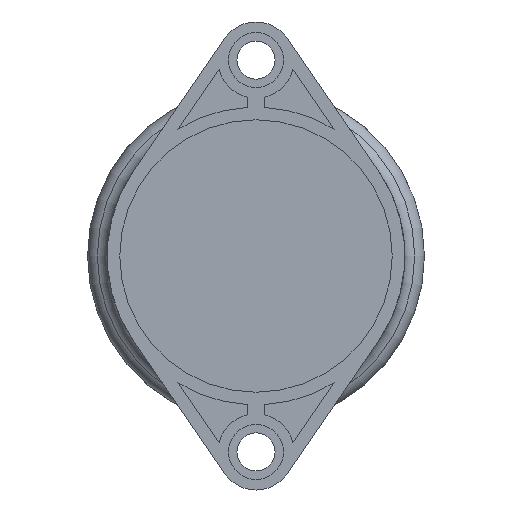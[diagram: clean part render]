
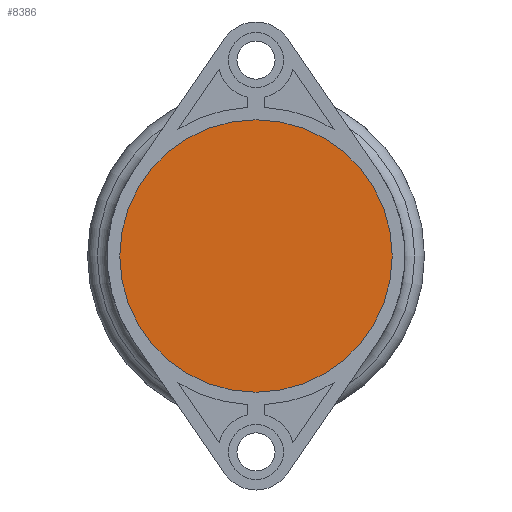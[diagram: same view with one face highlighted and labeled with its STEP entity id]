
A CAD part, front view. The second image highlights one B-rep face of the part: STEP entity #8386.
In plain terms, the highlighted planar face has unit normal (0, -1, 0).
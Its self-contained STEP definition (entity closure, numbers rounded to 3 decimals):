
#6572=CARTESIAN_POINT('',(0.,-40.8,0.));
#6573=DIRECTION('',(0.,-1.,0.));
#6574=DIRECTION('',(0.,0.,1.));
#6575=AXIS2_PLACEMENT_3D('',#6572,#6573,#6574);
#6577=CARTESIAN_POINT('',(0.,-40.8,0.));
#6578=DIRECTION('',(0.,-1.,0.));
#6579=DIRECTION('',(0.,0.,-1.));
#6580=AXIS2_PLACEMENT_3D('',#6577,#6578,#6579);
#7130=CARTESIAN_POINT('',(0.,-40.8,-16.1));
#7131=VERTEX_POINT('',#7130);
#7142=CARTESIAN_POINT('',(0.,-40.8,16.1));
#7143=VERTEX_POINT('',#7142);
#8377=CARTESIAN_POINT('',(0.,-40.8,0.));
#8378=DIRECTION('',(0.,-1.,0.));
#8379=DIRECTION('',(0.,0.,1.));
#8380=AXIS2_PLACEMENT_3D('',#8377,#8378,#8379);
#8381=PLANE('',#8380);
#8382=ORIENTED_EDGE('',*,*,#8359,.F.);
#8383=ORIENTED_EDGE('',*,*,#8369,.F.);
#8384=EDGE_LOOP('',(#8382,#8383));
#8385=FACE_OUTER_BOUND('',#8384,.F.);
#8386=ADVANCED_FACE('',(#8385),#8381,.T.);
#6576=CIRCLE('',#6575,16.1);
#6581=CIRCLE('',#6580,16.1);
#8359=EDGE_CURVE('',#7143,#7131,#6576,.T.);
#8369=EDGE_CURVE('',#7131,#7143,#6581,.T.);
